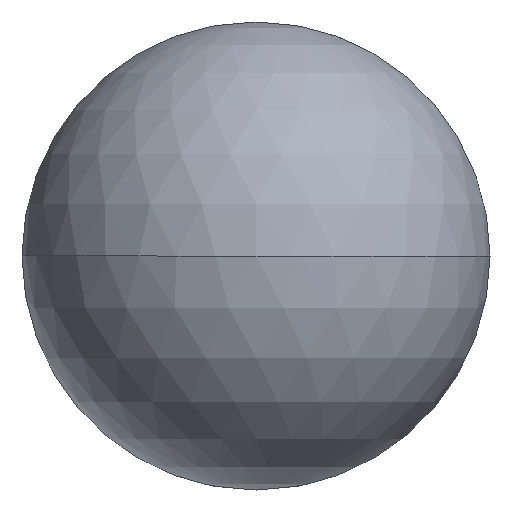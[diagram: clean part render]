
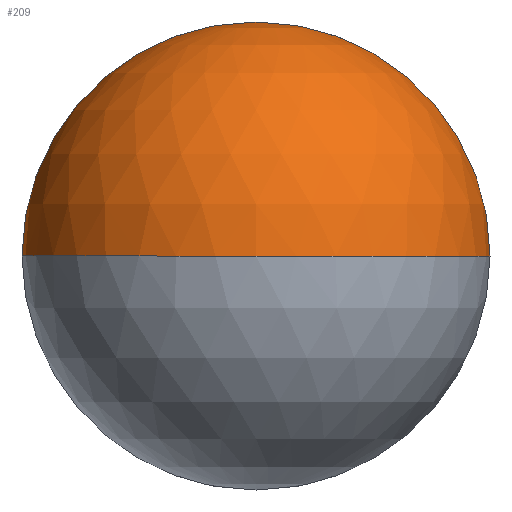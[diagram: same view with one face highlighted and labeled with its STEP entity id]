
A CAD part, front view. The second image highlights one B-rep face of the part: STEP entity #209.
In plain terms, the highlighted spherical face has radius 12.7 mm.
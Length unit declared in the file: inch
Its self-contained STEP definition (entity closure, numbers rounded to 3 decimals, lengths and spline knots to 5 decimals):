
#6 = VERTEX_POINT ( 'NONE', #354 ) ;
#7 = CARTESIAN_POINT ( 'NONE',  ( 0., 0., 0. ) ) ;
#19 = CARTESIAN_POINT ( 'NONE',  ( 0.5, 0.5, 0. ) ) ;
#35 = DIRECTION ( 'NONE',  ( 0., 0., -1. ) ) ;
#40 = DIRECTION ( 'NONE',  ( 0., -1., 0. ) ) ;
#47 = CARTESIAN_POINT ( 'NONE',  ( 0., 0.5, 0. ) ) ;
#51 = AXIS2_PLACEMENT_3D ( 'NONE', #357, #40, #210 ) ;
#52 = VERTEX_POINT ( 'NONE', #7 ) ;
#82 = DIRECTION ( 'NONE',  ( 0., 0., 1. ) ) ;
#94 = AXIS2_PLACEMENT_3D ( 'NONE', #187, #276, #368 ) ;
#113 = VERTEX_POINT ( 'NONE', #19 ) ;
#130 = AXIS2_PLACEMENT_3D ( 'NONE', #151, #143, #35 ) ;
#135 = CARTESIAN_POINT ( 'NONE',  ( 0., 0.5, 0. ) ) ;
#143 = DIRECTION ( 'NONE',  ( 0., -1., 0. ) ) ;
#149 = EDGE_CURVE ( 'NONE', #113, #52, #333, .T. ) ;
#151 = CARTESIAN_POINT ( 'NONE',  ( 0., 0.5, 0. ) ) ;
#161 = DIRECTION ( 'NONE',  ( 0., 0., -1. ) ) ;
#175 = DIRECTION ( 'NONE',  ( 1., 0., 0. ) ) ;
#178 = AXIS2_PLACEMENT_3D ( 'NONE', #135, #82, #175 ) ;
#182 = ORIENTED_EDGE ( 'NONE', *, *, #277, .T. ) ;
#183 = SPHERICAL_SURFACE ( 'NONE', #94, 0.5 ) ;
#187 = CARTESIAN_POINT ( 'NONE',  ( 0., 0.5, 0. ) ) ;
#195 = EDGE_CURVE ( 'NONE', #6, #52, #372, .T. ) ;
#203 = EDGE_LOOP ( 'NONE', ( #267, #282, #207, #182 ) ) ;
#207 = ORIENTED_EDGE ( 'NONE', *, *, #149, .F. ) ;
#209 = ADVANCED_FACE ( 'NONE', ( #319 ), #183, .T. ) ;
#210 = DIRECTION ( 'NONE',  ( 0., 0., -1. ) ) ;
#218 = CIRCLE ( 'NONE', #51, 0.5 ) ;
#239 = AXIS2_PLACEMENT_3D ( 'NONE', #47, #161, #305 ) ;
#247 = CARTESIAN_POINT ( 'NONE',  ( 0., 0.5, 0.5 ) ) ;
#252 = CIRCLE ( 'NONE', #130, 0.5 ) ;
#267 = ORIENTED_EDGE ( 'NONE', *, *, #270, .T. ) ;
#270 = EDGE_CURVE ( 'NONE', #349, #6, #218, .T. ) ;
#276 = DIRECTION ( 'NONE',  ( 0., 0., 1. ) ) ;
#277 = EDGE_CURVE ( 'NONE', #113, #349, #252, .T. ) ;
#282 = ORIENTED_EDGE ( 'NONE', *, *, #195, .T. ) ;
#305 = DIRECTION ( 'NONE',  ( -1., 0., 0. ) ) ;
#319 = FACE_OUTER_BOUND ( 'NONE', #203, .T. ) ;
#333 = CIRCLE ( 'NONE', #239, 0.5 ) ;
#349 = VERTEX_POINT ( 'NONE', #247 ) ;
#354 = CARTESIAN_POINT ( 'NONE',  ( -0.5, 0.5, 0. ) ) ;
#357 = CARTESIAN_POINT ( 'NONE',  ( 0., 0.5, 0. ) ) ;
#368 = DIRECTION ( 'NONE',  ( 1., 0., 0. ) ) ;
#372 = CIRCLE ( 'NONE', #178, 0.5 ) ;
